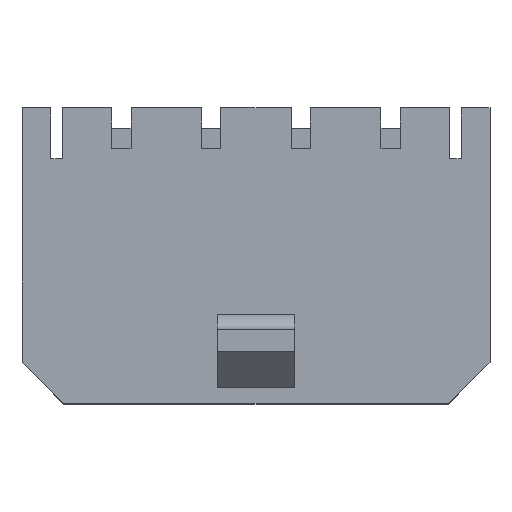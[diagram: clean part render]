
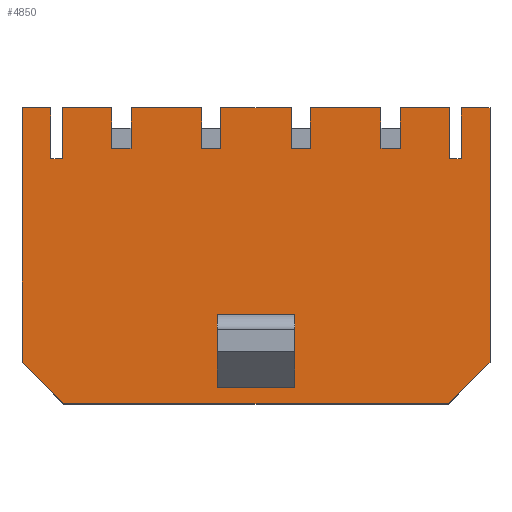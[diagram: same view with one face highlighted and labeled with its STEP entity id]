
A CAD part, top view. The second image highlights one B-rep face of the part: STEP entity #4850.
In plain terms, the highlighted planar face has unit normal (0, 0, 1).
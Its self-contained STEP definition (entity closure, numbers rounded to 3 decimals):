
#851 = VERTEX_POINT('',#852);
#852 = CARTESIAN_POINT('',(7.825,-3.2,4.448));
#858 = EDGE_CURVE('',#859,#851,#861,.T.);
#859 = VERTEX_POINT('',#860);
#860 = CARTESIAN_POINT('',(7.825,5.3,4.448));
#861 = LINE('',#862,#863);
#862 = CARTESIAN_POINT('',(7.825,5.3,4.448));
#863 = VECTOR('',#864,1.);
#864 = DIRECTION('',(0.,-1.,0.));
#1475 = VERTEX_POINT('',#1476);
#1476 = CARTESIAN_POINT('',(-7.825,5.3,4.448));
#1482 = EDGE_CURVE('',#1475,#1483,#1485,.T.);
#1483 = VERTEX_POINT('',#1484);
#1484 = CARTESIAN_POINT('',(-7.825,-3.2,4.448));
#1485 = LINE('',#1486,#1487);
#1486 = CARTESIAN_POINT('',(-7.825,5.3,4.448));
#1487 = VECTOR('',#1488,1.);
#1488 = DIRECTION('',(0.,-1.,0.));
#1946 = VERTEX_POINT('',#1947);
#1947 = CARTESIAN_POINT('',(6.865,3.6,4.448));
#2023 = VERTEX_POINT('',#2024);
#2024 = CARTESIAN_POINT('',(6.865,5.3,4.448));
#2030 = EDGE_CURVE('',#2023,#1946,#2031,.T.);
#2031 = LINE('',#2032,#2033);
#2032 = CARTESIAN_POINT('',(6.865,5.3,4.448));
#2033 = VECTOR('',#2034,1.);
#2034 = DIRECTION('',(0.,-1.,0.));
#2053 = EDGE_CURVE('',#2054,#1946,#2056,.T.);
#2054 = VERTEX_POINT('',#2055);
#2055 = CARTESIAN_POINT('',(6.465,3.6,4.448));
#2056 = LINE('',#2057,#2058);
#2057 = CARTESIAN_POINT('',(6.465,3.6,4.448));
#2058 = VECTOR('',#2059,1.);
#2059 = DIRECTION('',(1.,0.,0.));
#2810 = VERTEX_POINT('',#2811);
#2811 = CARTESIAN_POINT('',(-4.82,3.95,4.448));
#2817 = EDGE_CURVE('',#2818,#2810,#2820,.T.);
#2818 = VERTEX_POINT('',#2819);
#2819 = CARTESIAN_POINT('',(-4.82,5.3,4.448));
#2820 = LINE('',#2821,#2822);
#2821 = CARTESIAN_POINT('',(-4.82,5.3,4.448));
#2822 = VECTOR('',#2823,1.);
#2823 = DIRECTION('',(0.,-1.,0.));
#4338 = VERTEX_POINT('',#4339);
#4339 = CARTESIAN_POINT('',(-6.865,3.6,4.448));
#4345 = EDGE_CURVE('',#4346,#4338,#4348,.T.);
#4346 = VERTEX_POINT('',#4347);
#4347 = CARTESIAN_POINT('',(-6.865,5.3,4.448));
#4348 = LINE('',#4349,#4350);
#4349 = CARTESIAN_POINT('',(-6.865,5.3,4.448));
#4350 = VECTOR('',#4351,1.);
#4351 = DIRECTION('',(0.,-1.,0.));
#4410 = EDGE_CURVE('',#1483,#4411,#4413,.T.);
#4411 = VERTEX_POINT('',#4412);
#4412 = CARTESIAN_POINT('',(-6.425,-4.6,4.448));
#4413 = LINE('',#4414,#4415);
#4414 = CARTESIAN_POINT('',(-7.825,-3.2,4.448));
#4415 = VECTOR('',#4416,1.);
#4416 = DIRECTION('',(0.707,-0.707,0.
    ));
#4582 = VERTEX_POINT('',#4583);
#4583 = CARTESIAN_POINT('',(6.425,-4.6,4.448));
#4589 = EDGE_CURVE('',#4582,#851,#4590,.T.);
#4590 = LINE('',#4591,#4592);
#4591 = CARTESIAN_POINT('',(6.425,-4.6,4.448));
#4592 = VECTOR('',#4593,1.);
#4593 = DIRECTION('',(0.707,0.707,0.
    ));
#4638 = EDGE_CURVE('',#4411,#4582,#4639,.T.);
#4639 = LINE('',#4640,#4641);
#4640 = CARTESIAN_POINT('',(-6.425,-4.6,4.448));
#4641 = VECTOR('',#4642,1.);
#4642 = DIRECTION('',(1.,0.,0.));
#4850 = ADVANCED_FACE('',(#4851),#5022,.T.);
#4851 = FACE_BOUND('',#4852,.F.);
#4852 = EDGE_LOOP('',(#4853,#4854,#4862,#4870,#4878,#4886,#4894,#4902,
    #4910,#4918,#4926,#4934,#4942,#4950,#4958,#4966,#4974,#4980,#4981,
    #4982,#4988,#4989,#4990,#4991,#4992,#4993,#4999,#5000,#5008,#5016));
#4853 = ORIENTED_EDGE('',*,*,#2817,.T.);
#4854 = ORIENTED_EDGE('',*,*,#4855,.T.);
#4855 = EDGE_CURVE('',#2810,#4856,#4858,.T.);
#4856 = VERTEX_POINT('',#4857);
#4857 = CARTESIAN_POINT('',(-4.18,3.95,4.448));
#4858 = LINE('',#4859,#4860);
#4859 = CARTESIAN_POINT('',(-4.82,3.95,4.448));
#4860 = VECTOR('',#4861,1.);
#4861 = DIRECTION('',(1.,0.,0.));
#4862 = ORIENTED_EDGE('',*,*,#4863,.F.);
#4863 = EDGE_CURVE('',#4864,#4856,#4866,.T.);
#4864 = VERTEX_POINT('',#4865);
#4865 = CARTESIAN_POINT('',(-4.18,5.3,4.448));
#4866 = LINE('',#4867,#4868);
#4867 = CARTESIAN_POINT('',(-4.18,5.3,4.448));
#4868 = VECTOR('',#4869,1.);
#4869 = DIRECTION('',(0.,-1.,0.));
#4870 = ORIENTED_EDGE('',*,*,#4871,.T.);
#4871 = EDGE_CURVE('',#4864,#4872,#4874,.T.);
#4872 = VERTEX_POINT('',#4873);
#4873 = CARTESIAN_POINT('',(-1.82,5.3,4.448));
#4874 = LINE('',#4875,#4876);
#4875 = CARTESIAN_POINT('',(-4.18,5.3,4.448));
#4876 = VECTOR('',#4877,1.);
#4877 = DIRECTION('',(1.,0.,0.));
#4878 = ORIENTED_EDGE('',*,*,#4879,.T.);
#4879 = EDGE_CURVE('',#4872,#4880,#4882,.T.);
#4880 = VERTEX_POINT('',#4881);
#4881 = CARTESIAN_POINT('',(-1.82,3.95,4.448));
#4882 = LINE('',#4883,#4884);
#4883 = CARTESIAN_POINT('',(-1.82,5.3,4.448));
#4884 = VECTOR('',#4885,1.);
#4885 = DIRECTION('',(0.,-1.,0.));
#4886 = ORIENTED_EDGE('',*,*,#4887,.T.);
#4887 = EDGE_CURVE('',#4880,#4888,#4890,.T.);
#4888 = VERTEX_POINT('',#4889);
#4889 = CARTESIAN_POINT('',(-1.18,3.95,4.448));
#4890 = LINE('',#4891,#4892);
#4891 = CARTESIAN_POINT('',(-1.82,3.95,4.448));
#4892 = VECTOR('',#4893,1.);
#4893 = DIRECTION('',(1.,0.,0.));
#4894 = ORIENTED_EDGE('',*,*,#4895,.F.);
#4895 = EDGE_CURVE('',#4896,#4888,#4898,.T.);
#4896 = VERTEX_POINT('',#4897);
#4897 = CARTESIAN_POINT('',(-1.18,5.3,4.448));
#4898 = LINE('',#4899,#4900);
#4899 = CARTESIAN_POINT('',(-1.18,5.3,4.448));
#4900 = VECTOR('',#4901,1.);
#4901 = DIRECTION('',(0.,-1.,0.));
#4902 = ORIENTED_EDGE('',*,*,#4903,.T.);
#4903 = EDGE_CURVE('',#4896,#4904,#4906,.T.);
#4904 = VERTEX_POINT('',#4905);
#4905 = CARTESIAN_POINT('',(1.18,5.3,4.448));
#4906 = LINE('',#4907,#4908);
#4907 = CARTESIAN_POINT('',(-1.18,5.3,4.448));
#4908 = VECTOR('',#4909,1.);
#4909 = DIRECTION('',(1.,0.,0.));
#4910 = ORIENTED_EDGE('',*,*,#4911,.T.);
#4911 = EDGE_CURVE('',#4904,#4912,#4914,.T.);
#4912 = VERTEX_POINT('',#4913);
#4913 = CARTESIAN_POINT('',(1.18,3.95,4.448));
#4914 = LINE('',#4915,#4916);
#4915 = CARTESIAN_POINT('',(1.18,5.3,4.448));
#4916 = VECTOR('',#4917,1.);
#4917 = DIRECTION('',(0.,-1.,0.));
#4918 = ORIENTED_EDGE('',*,*,#4919,.T.);
#4919 = EDGE_CURVE('',#4912,#4920,#4922,.T.);
#4920 = VERTEX_POINT('',#4921);
#4921 = CARTESIAN_POINT('',(1.82,3.95,4.448));
#4922 = LINE('',#4923,#4924);
#4923 = CARTESIAN_POINT('',(1.18,3.95,4.448));
#4924 = VECTOR('',#4925,1.);
#4925 = DIRECTION('',(1.,0.,0.));
#4926 = ORIENTED_EDGE('',*,*,#4927,.F.);
#4927 = EDGE_CURVE('',#4928,#4920,#4930,.T.);
#4928 = VERTEX_POINT('',#4929);
#4929 = CARTESIAN_POINT('',(1.82,5.3,4.448));
#4930 = LINE('',#4931,#4932);
#4931 = CARTESIAN_POINT('',(1.82,5.3,4.448));
#4932 = VECTOR('',#4933,1.);
#4933 = DIRECTION('',(0.,-1.,0.));
#4934 = ORIENTED_EDGE('',*,*,#4935,.T.);
#4935 = EDGE_CURVE('',#4928,#4936,#4938,.T.);
#4936 = VERTEX_POINT('',#4937);
#4937 = CARTESIAN_POINT('',(4.18,5.3,4.448));
#4938 = LINE('',#4939,#4940);
#4939 = CARTESIAN_POINT('',(1.82,5.3,4.448));
#4940 = VECTOR('',#4941,1.);
#4941 = DIRECTION('',(1.,0.,0.));
#4942 = ORIENTED_EDGE('',*,*,#4943,.T.);
#4943 = EDGE_CURVE('',#4936,#4944,#4946,.T.);
#4944 = VERTEX_POINT('',#4945);
#4945 = CARTESIAN_POINT('',(4.18,3.95,4.448));
#4946 = LINE('',#4947,#4948);
#4947 = CARTESIAN_POINT('',(4.18,5.3,4.448));
#4948 = VECTOR('',#4949,1.);
#4949 = DIRECTION('',(0.,-1.,0.));
#4950 = ORIENTED_EDGE('',*,*,#4951,.T.);
#4951 = EDGE_CURVE('',#4944,#4952,#4954,.T.);
#4952 = VERTEX_POINT('',#4953);
#4953 = CARTESIAN_POINT('',(4.82,3.95,4.448));
#4954 = LINE('',#4955,#4956);
#4955 = CARTESIAN_POINT('',(4.18,3.95,4.448));
#4956 = VECTOR('',#4957,1.);
#4957 = DIRECTION('',(1.,0.,0.));
#4958 = ORIENTED_EDGE('',*,*,#4959,.F.);
#4959 = EDGE_CURVE('',#4960,#4952,#4962,.T.);
#4960 = VERTEX_POINT('',#4961);
#4961 = CARTESIAN_POINT('',(4.82,5.3,4.448));
#4962 = LINE('',#4963,#4964);
#4963 = CARTESIAN_POINT('',(4.82,5.3,4.448));
#4964 = VECTOR('',#4965,1.);
#4965 = DIRECTION('',(0.,-1.,0.));
#4966 = ORIENTED_EDGE('',*,*,#4967,.T.);
#4967 = EDGE_CURVE('',#4960,#4968,#4970,.T.);
#4968 = VERTEX_POINT('',#4969);
#4969 = CARTESIAN_POINT('',(6.465,5.3,4.448));
#4970 = LINE('',#4971,#4972);
#4971 = CARTESIAN_POINT('',(4.82,5.3,4.448));
#4972 = VECTOR('',#4973,1.);
#4973 = DIRECTION('',(1.,0.,0.));
#4974 = ORIENTED_EDGE('',*,*,#4975,.T.);
#4975 = EDGE_CURVE('',#4968,#2054,#4976,.T.);
#4976 = LINE('',#4977,#4978);
#4977 = CARTESIAN_POINT('',(6.465,5.3,4.448));
#4978 = VECTOR('',#4979,1.);
#4979 = DIRECTION('',(0.,-1.,0.));
#4980 = ORIENTED_EDGE('',*,*,#2053,.T.);
#4981 = ORIENTED_EDGE('',*,*,#2030,.F.);
#4982 = ORIENTED_EDGE('',*,*,#4983,.T.);
#4983 = EDGE_CURVE('',#2023,#859,#4984,.T.);
#4984 = LINE('',#4985,#4986);
#4985 = CARTESIAN_POINT('',(6.865,5.3,4.448));
#4986 = VECTOR('',#4987,1.);
#4987 = DIRECTION('',(1.,0.,0.));
#4988 = ORIENTED_EDGE('',*,*,#858,.T.);
#4989 = ORIENTED_EDGE('',*,*,#4589,.F.);
#4990 = ORIENTED_EDGE('',*,*,#4638,.F.);
#4991 = ORIENTED_EDGE('',*,*,#4410,.F.);
#4992 = ORIENTED_EDGE('',*,*,#1482,.F.);
#4993 = ORIENTED_EDGE('',*,*,#4994,.T.);
#4994 = EDGE_CURVE('',#1475,#4346,#4995,.T.);
#4995 = LINE('',#4996,#4997);
#4996 = CARTESIAN_POINT('',(-7.825,5.3,4.448));
#4997 = VECTOR('',#4998,1.);
#4998 = DIRECTION('',(1.,0.,0.));
#4999 = ORIENTED_EDGE('',*,*,#4345,.T.);
#5000 = ORIENTED_EDGE('',*,*,#5001,.T.);
#5001 = EDGE_CURVE('',#4338,#5002,#5004,.T.);
#5002 = VERTEX_POINT('',#5003);
#5003 = CARTESIAN_POINT('',(-6.465,3.6,4.448));
#5004 = LINE('',#5005,#5006);
#5005 = CARTESIAN_POINT('',(-6.865,3.6,4.448));
#5006 = VECTOR('',#5007,1.);
#5007 = DIRECTION('',(1.,0.,0.));
#5008 = ORIENTED_EDGE('',*,*,#5009,.F.);
#5009 = EDGE_CURVE('',#5010,#5002,#5012,.T.);
#5010 = VERTEX_POINT('',#5011);
#5011 = CARTESIAN_POINT('',(-6.465,5.3,4.448));
#5012 = LINE('',#5013,#5014);
#5013 = CARTESIAN_POINT('',(-6.465,5.3,4.448));
#5014 = VECTOR('',#5015,1.);
#5015 = DIRECTION('',(0.,-1.,0.));
#5016 = ORIENTED_EDGE('',*,*,#5017,.T.);
#5017 = EDGE_CURVE('',#5010,#2818,#5018,.T.);
#5018 = LINE('',#5019,#5020);
#5019 = CARTESIAN_POINT('',(-6.465,5.3,4.448));
#5020 = VECTOR('',#5021,1.);
#5021 = DIRECTION('',(1.,0.,0.));
#5022 = PLANE('',#5023);
#5023 = AXIS2_PLACEMENT_3D('',#5024,#5025,#5026);
#5024 = CARTESIAN_POINT('',(-7.825,5.3,4.448));
#5025 = DIRECTION('',(0.,0.,1.));
#5026 = DIRECTION('',(0.,-1.,0.));
